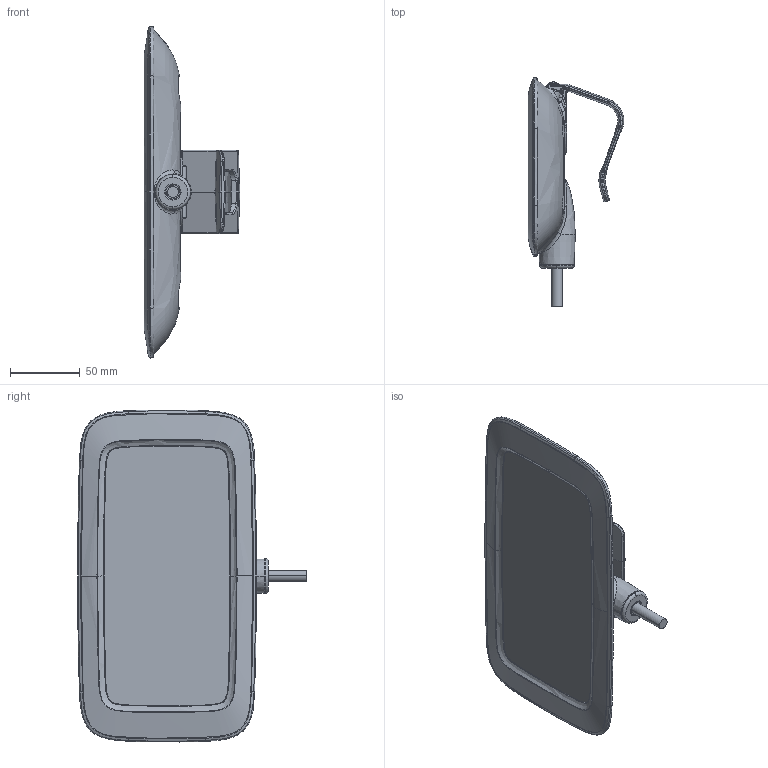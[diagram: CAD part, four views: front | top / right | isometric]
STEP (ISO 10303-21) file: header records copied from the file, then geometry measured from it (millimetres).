
FILE_DESCRIPTION (( 'STEP AP203' ), '1' );
FILE_NAME ('Satellitenhandschalter AC.STEP', '2013-08-07T05:08:51', ( 'admin' ), ( 'Hewlett-Packard Company' ), 'SwSTEP 2.0', 'SolidWorks 2012', '' );
FILE_SCHEMA (( 'CONFIG_CONTROL_DESIGN' ));
Length unit declared in the file: millimetre
Products named in the file (1): Satellitenhandschalter AC
Bounding box: 68.54 x 163.94 x 237.77 mm (x, y, z)
Volume: 571074.2 mm3; surface area: 80935.1 mm2
Topology: 1 solids, 1 shells, 414 faces, 1025 edges, 613 vertices
Faces by surface type: bspline 133, cylinder 109, plane 93, torus 51, cone 16, sphere 12
Entity records: 30704 total; most frequent: CARTESIAN_POINT 21853, ORIENTED_EDGE 2038, DIRECTION 1645, EDGE_CURVE 1019, AXIS2_PLACEMENT_3D 668, VERTEX_POINT 613, EDGE_LOOP 422, FACE_OUTER_BOUND 414
